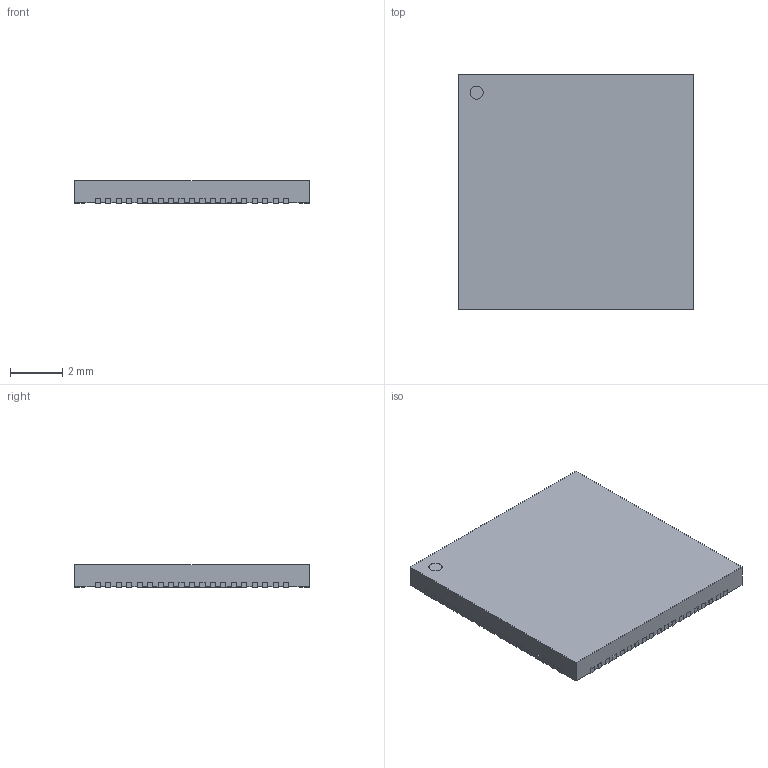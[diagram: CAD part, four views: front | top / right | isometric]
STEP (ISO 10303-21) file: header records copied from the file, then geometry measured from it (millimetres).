
FILE_DESCRIPTION(/* description */ ('model of QFN-76-1EP_9x9mm_P0.4mm_EP3.8x3.8mm'),/* implementation_level */ '2;1');
FILE_NAME(/* name */ 'QFN-76-1EP_9x9mm_P0.4mm_EP3.8x3.8mm.step',/* time_stamp */ '2018-09-14T20:35:25',/* author */ ('kicad StepUp','ksu'),/* organization */ ('FreeCAD'),/* preprocessor_version */ 'OCC',/* originating_system */ 'kicad StepUp',/* authorisation */ '');
FILE_SCHEMA(('AUTOMOTIVE_DESIGN_CC2 { 1 2 10303 214 -1 1 5 4 }'));
Length unit declared in the file: millimetre
Products named in the file (1): QFN_76_1EP_9x9mm_P04mm_EP38x38mm
Bounding box: 9 x 9 x 0.87 mm (x, y, z)
Volume: 69 mm3; surface area: 194.4 mm2
Topology: 1 solids, 1 shells, 470 faces, 1398 edges, 932 vertices
Faces by surface type: plane 393, cylinder 77
Full cylindrical faces by diameter (mm): 0.5 x1
Entity records: 10932 total; most frequent: ORIENTED_EDGE 2638, CARTESIAN_POINT 1550, EDGE_CURVE 1398, LINE 1168, VERTEX_POINT 932, AXIS2_PLACEMENT_3D 625, FACE_BOUND 472, EDGE_LOOP 472
